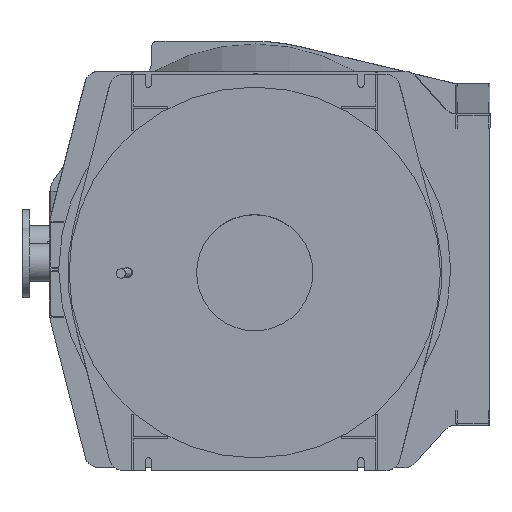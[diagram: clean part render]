
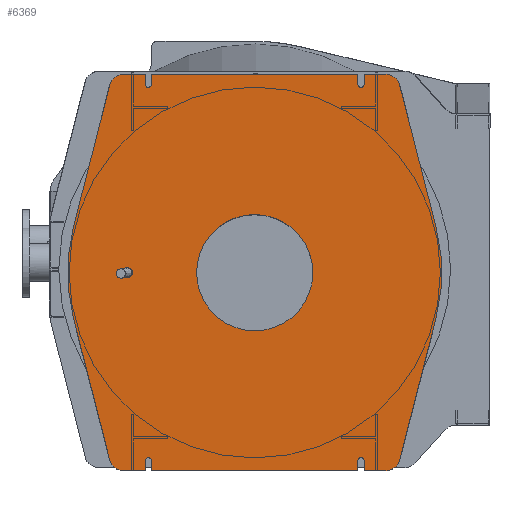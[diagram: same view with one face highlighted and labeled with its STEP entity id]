
A CAD part, left-side view. The second image highlights one B-rep face of the part: STEP entity #6369.
In plain terms, the highlighted face is planar.
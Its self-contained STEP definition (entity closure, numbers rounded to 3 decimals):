
#36=ELLIPSE('',#6971,20.,17.5);
#128=FACE_BOUND('',#867,.T.);
#129=FACE_BOUND('',#868,.T.);
#548=FACE_OUTER_BOUND('',#866,.T.);
#866=EDGE_LOOP('',(#5755,#5756,#5757,#5758,#5759,#5760,#5761,#5762,#5763,
#5764,#5765,#5766,#5767,#5768,#5769,#5770,#5771,#5772,#5773,#5774,#5775,
#5776,#5777,#5778,#5779,#5780,#5781,#5782));
#867=EDGE_LOOP('',(#5783,#5784));
#868=EDGE_LOOP('',(#5785));
#1413=LINE('',#10975,#2033);
#1476=LINE('',#11153,#2096);
#1478=LINE('',#11160,#2098);
#1481=LINE('',#11168,#2101);
#1484=LINE('',#11176,#2104);
#1486=LINE('',#11180,#2106);
#1489=LINE('',#11188,#2109);
#1491=LINE('',#11192,#2111);
#1493=LINE('',#11196,#2113);
#1496=LINE('',#11204,#2116);
#1498=LINE('',#11208,#2118);
#1501=LINE('',#11216,#2121);
#1504=LINE('',#11224,#2124);
#1507=LINE('',#11232,#2127);
#1509=LINE('',#11236,#2129);
#1512=LINE('',#11244,#2132);
#1514=LINE('',#11248,#2134);
#1516=LINE('',#11251,#2136);
#2033=VECTOR('',#8462,10.);
#2096=VECTOR('',#8613,10.);
#2098=VECTOR('',#8621,10.);
#2101=VECTOR('',#8630,10.);
#2104=VECTOR('',#8639,10.);
#2106=VECTOR('',#8643,10.);
#2109=VECTOR('',#8652,10.);
#2111=VECTOR('',#8656,10.);
#2113=VECTOR('',#8660,10.);
#2116=VECTOR('',#8669,10.);
#2118=VECTOR('',#8673,10.);
#2121=VECTOR('',#8682,10.);
#2124=VECTOR('',#8691,10.);
#2127=VECTOR('',#8700,10.);
#2129=VECTOR('',#8704,10.);
#2132=VECTOR('',#8713,10.);
#2134=VECTOR('',#8717,10.);
#2136=VECTOR('',#8721,10.);
#2355=CIRCLE('',#6955,205.);
#2356=CIRCLE('',#6956,205.);
#2369=CIRCLE('',#6974,11.);
#2370=CIRCLE('',#6977,50.);
#2371=CIRCLE('',#6980,660.);
#2372=CIRCLE('',#6983,50.);
#2373=CIRCLE('',#6987,11.);
#2374=CIRCLE('',#6992,11.);
#2375=CIRCLE('',#6996,50.);
#2376=CIRCLE('',#6999,660.);
#2377=CIRCLE('',#7002,50.);
#2378=CIRCLE('',#7006,11.);
#2940=VERTEX_POINT('',#10972);
#2941=VERTEX_POINT('',#10974);
#2961=VERTEX_POINT('',#11056);
#2962=VERTEX_POINT('',#11058);
#2991=VERTEX_POINT('',#11141);
#2993=VERTEX_POINT('',#11147);
#2994=VERTEX_POINT('',#11149);
#2995=VERTEX_POINT('',#11155);
#2996=VERTEX_POINT('',#11159);
#2997=VERTEX_POINT('',#11163);
#2998=VERTEX_POINT('',#11167);
#2999=VERTEX_POINT('',#11171);
#3000=VERTEX_POINT('',#11175);
#3001=VERTEX_POINT('',#11179);
#3002=VERTEX_POINT('',#11183);
#3003=VERTEX_POINT('',#11187);
#3004=VERTEX_POINT('',#11191);
#3005=VERTEX_POINT('',#11195);
#3006=VERTEX_POINT('',#11199);
#3007=VERTEX_POINT('',#11203);
#3008=VERTEX_POINT('',#11207);
#3009=VERTEX_POINT('',#11211);
#3010=VERTEX_POINT('',#11215);
#3011=VERTEX_POINT('',#11219);
#3012=VERTEX_POINT('',#11223);
#3013=VERTEX_POINT('',#11227);
#3014=VERTEX_POINT('',#11231);
#3015=VERTEX_POINT('',#11235);
#3016=VERTEX_POINT('',#11239);
#3017=VERTEX_POINT('',#11243);
#3018=VERTEX_POINT('',#11247);
#3819=EDGE_CURVE('',#2941,#2940,#1413,.T.);
#3861=EDGE_CURVE('',#2962,#2961,#2355,.T.);
#3862=EDGE_CURVE('',#2961,#2962,#2356,.T.);
#3895=EDGE_CURVE('',#2991,#2991,#36,.T.);
#3899=EDGE_CURVE('',#2994,#2993,#2369,.T.);
#3901=EDGE_CURVE('',#2940,#2994,#1476,.T.);
#3902=EDGE_CURVE('',#2995,#2941,#2370,.T.);
#3904=EDGE_CURVE('',#2996,#2995,#1478,.T.);
#3906=EDGE_CURVE('',#2997,#2996,#2371,.T.);
#3908=EDGE_CURVE('',#2998,#2997,#1481,.T.);
#3910=EDGE_CURVE('',#2999,#2998,#2372,.T.);
#3912=EDGE_CURVE('',#3000,#2999,#1484,.T.);
#3914=EDGE_CURVE('',#3001,#3000,#1486,.T.);
#3916=EDGE_CURVE('',#3002,#3001,#2373,.T.);
#3918=EDGE_CURVE('',#3003,#3002,#1489,.T.);
#3920=EDGE_CURVE('',#3004,#3003,#1491,.T.);
#3922=EDGE_CURVE('',#3005,#3004,#1493,.T.);
#3924=EDGE_CURVE('',#3006,#3005,#2374,.T.);
#3926=EDGE_CURVE('',#3007,#3006,#1496,.T.);
#3928=EDGE_CURVE('',#3008,#3007,#1498,.T.);
#3930=EDGE_CURVE('',#3009,#3008,#2375,.T.);
#3932=EDGE_CURVE('',#3010,#3009,#1501,.T.);
#3934=EDGE_CURVE('',#3011,#3010,#2376,.T.);
#3936=EDGE_CURVE('',#3012,#3011,#1504,.T.);
#3938=EDGE_CURVE('',#3013,#3012,#2377,.T.);
#3940=EDGE_CURVE('',#3014,#3013,#1507,.T.);
#3942=EDGE_CURVE('',#3015,#3014,#1509,.T.);
#3944=EDGE_CURVE('',#3016,#3015,#2378,.T.);
#3946=EDGE_CURVE('',#3017,#3016,#1512,.T.);
#3948=EDGE_CURVE('',#3018,#3017,#1514,.T.);
#3950=EDGE_CURVE('',#2993,#3018,#1516,.T.);
#5755=ORIENTED_EDGE('',*,*,#3950,.T.);
#5756=ORIENTED_EDGE('',*,*,#3948,.T.);
#5757=ORIENTED_EDGE('',*,*,#3946,.T.);
#5758=ORIENTED_EDGE('',*,*,#3944,.T.);
#5759=ORIENTED_EDGE('',*,*,#3942,.T.);
#5760=ORIENTED_EDGE('',*,*,#3940,.T.);
#5761=ORIENTED_EDGE('',*,*,#3938,.T.);
#5762=ORIENTED_EDGE('',*,*,#3936,.T.);
#5763=ORIENTED_EDGE('',*,*,#3934,.T.);
#5764=ORIENTED_EDGE('',*,*,#3932,.T.);
#5765=ORIENTED_EDGE('',*,*,#3930,.T.);
#5766=ORIENTED_EDGE('',*,*,#3928,.T.);
#5767=ORIENTED_EDGE('',*,*,#3926,.T.);
#5768=ORIENTED_EDGE('',*,*,#3924,.T.);
#5769=ORIENTED_EDGE('',*,*,#3922,.T.);
#5770=ORIENTED_EDGE('',*,*,#3920,.T.);
#5771=ORIENTED_EDGE('',*,*,#3918,.T.);
#5772=ORIENTED_EDGE('',*,*,#3916,.T.);
#5773=ORIENTED_EDGE('',*,*,#3914,.T.);
#5774=ORIENTED_EDGE('',*,*,#3912,.T.);
#5775=ORIENTED_EDGE('',*,*,#3910,.T.);
#5776=ORIENTED_EDGE('',*,*,#3908,.T.);
#5777=ORIENTED_EDGE('',*,*,#3906,.T.);
#5778=ORIENTED_EDGE('',*,*,#3904,.T.);
#5779=ORIENTED_EDGE('',*,*,#3902,.T.);
#5780=ORIENTED_EDGE('',*,*,#3819,.T.);
#5781=ORIENTED_EDGE('',*,*,#3901,.T.);
#5782=ORIENTED_EDGE('',*,*,#3899,.T.);
#5783=ORIENTED_EDGE('',*,*,#3861,.T.);
#5784=ORIENTED_EDGE('',*,*,#3862,.T.);
#5785=ORIENTED_EDGE('',*,*,#3895,.T.);
#6075=PLANE('',#7010);
#6369=ADVANCED_FACE('',(#548,#128,#129),#6075,.T.);
#6955=AXIS2_PLACEMENT_3D('',#11059,#8548,#8549);
#6956=AXIS2_PLACEMENT_3D('',#11060,#8550,#8551);
#6971=AXIS2_PLACEMENT_3D('',#11142,#8600,#8601);
#6974=AXIS2_PLACEMENT_3D('',#11150,#8608,#8609);
#6977=AXIS2_PLACEMENT_3D('',#11156,#8616,#8617);
#6980=AXIS2_PLACEMENT_3D('',#11164,#8625,#8626);
#6983=AXIS2_PLACEMENT_3D('',#11172,#8634,#8635);
#6987=AXIS2_PLACEMENT_3D('',#11184,#8647,#8648);
#6992=AXIS2_PLACEMENT_3D('',#11200,#8664,#8665);
#6996=AXIS2_PLACEMENT_3D('',#11212,#8677,#8678);
#6999=AXIS2_PLACEMENT_3D('',#11220,#8686,#8687);
#7002=AXIS2_PLACEMENT_3D('',#11228,#8695,#8696);
#7006=AXIS2_PLACEMENT_3D('',#11240,#8708,#8709);
#7010=AXIS2_PLACEMENT_3D('',#11252,#8722,#8723);
#8462=DIRECTION('',(0.,1.,0.));
#8548=DIRECTION('center_axis',(0.,0.,-1.));
#8549=DIRECTION('ref_axis',(1.,0.,0.));
#8550=DIRECTION('center_axis',(0.,0.,-1.));
#8551=DIRECTION('ref_axis',(1.,0.,0.));
#8600=DIRECTION('center_axis',(0.,0.,-1.));
#8601=DIRECTION('ref_axis',(0.,-1.,0.));
#8608=DIRECTION('center_axis',(0.,0.,-1.));
#8609=DIRECTION('ref_axis',(0.,-1.,0.));
#8613=DIRECTION('',(-1.,0.,0.));
#8616=DIRECTION('center_axis',(0.,0.,1.));
#8617=DIRECTION('ref_axis',(0.248,-0.969,0.));
#8621=DIRECTION('',(0.969,0.248,0.));
#8625=DIRECTION('center_axis',(0.,0.,1.));
#8626=DIRECTION('ref_axis',(-0.248,-0.969,0.));
#8630=DIRECTION('',(0.969,-0.248,0.));
#8634=DIRECTION('center_axis',(0.,0.,1.));
#8635=DIRECTION('ref_axis',(-1.,0.,0.));
#8639=DIRECTION('',(0.,-1.,0.));
#8643=DIRECTION('',(-1.,0.,0.));
#8647=DIRECTION('center_axis',(0.,0.,-1.));
#8648=DIRECTION('ref_axis',(0.,1.,0.));
#8652=DIRECTION('',(1.,0.,0.));
#8656=DIRECTION('',(0.,-1.,0.));
#8660=DIRECTION('',(-1.,0.,0.));
#8664=DIRECTION('center_axis',(0.,0.,-1.));
#8665=DIRECTION('ref_axis',(0.,1.,0.));
#8669=DIRECTION('',(1.,0.,0.));
#8673=DIRECTION('',(0.,-1.,0.));
#8677=DIRECTION('center_axis',(0.,0.,1.));
#8678=DIRECTION('ref_axis',(-0.248,0.969,0.));
#8682=DIRECTION('',(-0.969,-0.248,0.));
#8686=DIRECTION('center_axis',(0.,0.,1.));
#8687=DIRECTION('ref_axis',(0.248,0.969,0.));
#8691=DIRECTION('',(-0.969,0.248,0.));
#8695=DIRECTION('center_axis',(0.,0.,1.));
#8696=DIRECTION('ref_axis',(1.,0.,0.));
#8700=DIRECTION('',(0.,1.,0.));
#8704=DIRECTION('',(1.,0.,0.));
#8708=DIRECTION('center_axis',(0.,0.,-1.));
#8709=DIRECTION('ref_axis',(0.,-1.,0.));
#8713=DIRECTION('',(-1.,0.,0.));
#8717=DIRECTION('',(0.,1.,0.));
#8721=DIRECTION('',(1.,0.,0.));
#8722=DIRECTION('center_axis',(0.,0.,1.));
#8723=DIRECTION('ref_axis',(1.,0.,0.));
#10972=CARTESIAN_POINT('',(700.,-386.,195.));
#10974=CARTESIAN_POINT('',(700.,-463.,195.));
#10975=CARTESIAN_POINT('',(700.,-463.,195.));
#11056=CARTESIAN_POINT('',(-205.,0.,195.));
#11058=CARTESIAN_POINT('',(205.,0.,195.));
#11059=CARTESIAN_POINT('Origin',(0.,0.,195.));
#11060=CARTESIAN_POINT('Origin',(0.,0.,195.));
#11141=CARTESIAN_POINT('',(0.,470.,195.));
#11142=CARTESIAN_POINT('Origin',(0.,450.,195.));
#11147=CARTESIAN_POINT('',(665.,-364.,195.));
#11149=CARTESIAN_POINT('',(665.,-386.,195.));
#11150=CARTESIAN_POINT('Origin',(665.,-375.,195.));
#11153=CARTESIAN_POINT('',(700.,-386.,195.));
#11155=CARTESIAN_POINT('',(662.425,-511.432,195.));
#11156=CARTESIAN_POINT('Origin',(650.,-463.,195.));
#11159=CARTESIAN_POINT('',(164.008,-639.298,195.));
#11160=CARTESIAN_POINT('',(164.008,-639.298,195.));
#11163=CARTESIAN_POINT('',(-164.008,-639.298,195.));
#11164=CARTESIAN_POINT('Origin',(0.,0.,195.));
#11167=CARTESIAN_POINT('',(-662.425,-511.432,195.));
#11168=CARTESIAN_POINT('',(-662.425,-511.432,195.));
#11171=CARTESIAN_POINT('',(-700.,-463.,195.));
#11172=CARTESIAN_POINT('Origin',(-650.,-463.,195.));
#11175=CARTESIAN_POINT('',(-700.,-386.,195.));
#11176=CARTESIAN_POINT('',(-700.,-386.,195.));
#11179=CARTESIAN_POINT('',(-665.,-386.,195.));
#11180=CARTESIAN_POINT('',(-665.,-386.,195.));
#11183=CARTESIAN_POINT('',(-665.,-364.,195.));
#11184=CARTESIAN_POINT('Origin',(-665.,-375.,195.));
#11187=CARTESIAN_POINT('',(-700.,-364.,195.));
#11188=CARTESIAN_POINT('',(-700.,-364.,195.));
#11191=CARTESIAN_POINT('',(-700.,364.,195.));
#11192=CARTESIAN_POINT('',(-700.,364.,195.));
#11195=CARTESIAN_POINT('',(-665.,364.,195.));
#11196=CARTESIAN_POINT('',(-665.,364.,195.));
#11199=CARTESIAN_POINT('',(-665.,386.,195.));
#11200=CARTESIAN_POINT('Origin',(-665.,375.,195.));
#11203=CARTESIAN_POINT('',(-700.,386.,195.));
#11204=CARTESIAN_POINT('',(-700.,386.,195.));
#11207=CARTESIAN_POINT('',(-700.,463.,195.));
#11208=CARTESIAN_POINT('',(-700.,463.,195.));
#11211=CARTESIAN_POINT('',(-662.425,511.432,195.));
#11212=CARTESIAN_POINT('Origin',(-650.,463.,195.));
#11215=CARTESIAN_POINT('',(-164.008,639.298,195.));
#11216=CARTESIAN_POINT('',(-164.008,639.298,195.));
#11219=CARTESIAN_POINT('',(164.008,639.298,195.));
#11220=CARTESIAN_POINT('Origin',(0.,0.,195.));
#11223=CARTESIAN_POINT('',(662.425,511.432,195.));
#11224=CARTESIAN_POINT('',(662.425,511.432,195.));
#11227=CARTESIAN_POINT('',(700.,463.,195.));
#11228=CARTESIAN_POINT('Origin',(650.,463.,195.));
#11231=CARTESIAN_POINT('',(700.,386.,195.));
#11232=CARTESIAN_POINT('',(700.,386.,195.));
#11235=CARTESIAN_POINT('',(665.,386.,195.));
#11236=CARTESIAN_POINT('',(665.,386.,195.));
#11239=CARTESIAN_POINT('',(665.,364.,195.));
#11240=CARTESIAN_POINT('Origin',(665.,375.,195.));
#11243=CARTESIAN_POINT('',(700.,364.,195.));
#11244=CARTESIAN_POINT('',(700.,364.,195.));
#11247=CARTESIAN_POINT('',(700.,-364.,195.));
#11248=CARTESIAN_POINT('',(700.,-364.,195.));
#11251=CARTESIAN_POINT('',(665.,-364.,195.));
#11252=CARTESIAN_POINT('Origin',(0.,0.,
195.));
